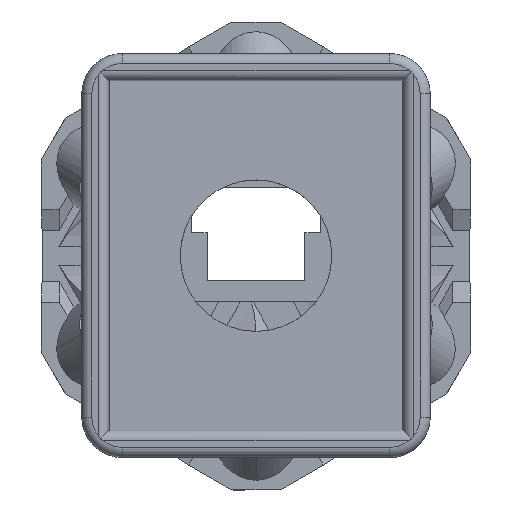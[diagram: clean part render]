
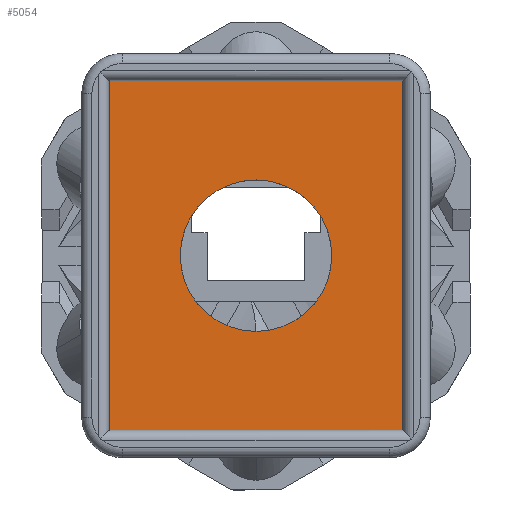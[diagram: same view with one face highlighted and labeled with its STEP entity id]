
A CAD part, top view. The second image highlights one B-rep face of the part: STEP entity #5054.
In plain terms, the highlighted planar face has unit normal (0, 0, 1).
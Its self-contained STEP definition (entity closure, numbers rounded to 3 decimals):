
#14 = ORIENTED_EDGE ( 'NONE', *, *, #11160, .T. ) ;
#166 = PLANE ( 'NONE',  #1569 ) ;
#1313 = DIRECTION ( 'NONE',  ( 0., 0., 1. ) ) ;
#1394 = CARTESIAN_POINT ( 'NONE',  ( -14.55, 17.3, 3.5 ) ) ;
#1474 = VECTOR ( 'NONE', #12472, 1000. ) ;
#1484 = LINE ( 'NONE', #5495, #12757 ) ;
#1569 = AXIS2_PLACEMENT_3D ( 'NONE', #16384, #17938, #7484 ) ;
#1594 = DIRECTION ( 'NONE',  ( 1., 0., 0. ) ) ;
#1719 = FACE_OUTER_BOUND ( 'NONE', #5794, .T. ) ;
#1836 = CARTESIAN_POINT ( 'NONE',  ( -14.55, -17.3, 3.5 ) ) ;
#1941 = VERTEX_POINT ( 'NONE', #8718 ) ;
#1996 = EDGE_CURVE ( 'NONE', #4556, #4896, #1484, .T. ) ;
#2721 = ORIENTED_EDGE ( 'NONE', *, *, #18150, .T. ) ;
#3308 = CARTESIAN_POINT ( 'NONE',  ( 7.5, 0., 3.5 ) ) ;
#3504 = ORIENTED_EDGE ( 'NONE', *, *, #11550, .F. ) ;
#4556 = VERTEX_POINT ( 'NONE', #7313 ) ;
#4896 = VERTEX_POINT ( 'NONE', #11401 ) ;
#5054 = ADVANCED_FACE ( 'NONE', ( #11790, #1719 ), #166, .F. ) ;
#5495 = CARTESIAN_POINT ( 'NONE',  ( -14.55, -17.3, 3.5 ) ) ;
#5712 = ORIENTED_EDGE ( 'NONE', *, *, #1996, .T. ) ;
#5794 = EDGE_LOOP ( 'NONE', ( #2721, #14, #13960, #5712 ) ) ;
#5797 = VERTEX_POINT ( 'NONE', #3308 ) ;
#5876 = VERTEX_POINT ( 'NONE', #12221 ) ;
#6135 = AXIS2_PLACEMENT_3D ( 'NONE', #7258, #1313, #1594 ) ;
#6437 = EDGE_LOOP ( 'NONE', ( #17064, #3504 ) ) ;
#7238 = CARTESIAN_POINT ( 'NONE',  ( 0., 0., 3.5 ) ) ;
#7258 = CARTESIAN_POINT ( 'NONE',  ( 0., 0., 3.5 ) ) ;
#7313 = CARTESIAN_POINT ( 'NONE',  ( -14.55, -17.3, 3.5 ) ) ;
#7373 = CIRCLE ( 'NONE', #6135, 7.5 ) ;
#7484 = DIRECTION ( 'NONE',  ( -1., 0., 0. ) ) ;
#7499 = AXIS2_PLACEMENT_3D ( 'NONE', #7238, #10272, #14963 ) ;
#7589 = LINE ( 'NONE', #1836, #11447 ) ;
#7786 = DIRECTION ( 'NONE',  ( 0., -1., 0. ) ) ;
#7822 = CIRCLE ( 'NONE', #7499, 7.5 ) ;
#8607 = LINE ( 'NONE', #9985, #1474 ) ;
#8718 = CARTESIAN_POINT ( 'NONE',  ( 14.55, 17.3, 3.5 ) ) ;
#9985 = CARTESIAN_POINT ( 'NONE',  ( 14.55, -17.3, 3.5 ) ) ;
#9988 = VECTOR ( 'NONE', #11950, 1000. ) ;
#10010 = VERTEX_POINT ( 'NONE', #18098 ) ;
#10272 = DIRECTION ( 'NONE',  ( 0., 0., 1. ) ) ;
#11160 = EDGE_CURVE ( 'NONE', #1941, #5876, #13231, .T. ) ;
#11401 = CARTESIAN_POINT ( 'NONE',  ( 14.55, -17.3, 3.5 ) ) ;
#11447 = VECTOR ( 'NONE', #7786, 1000. ) ;
#11455 = DIRECTION ( 'NONE',  ( 1., 0., 0. ) ) ;
#11550 = EDGE_CURVE ( 'NONE', #10010, #5797, #7822, .T. ) ;
#11790 = FACE_BOUND ( 'NONE', #6437, .T. ) ;
#11950 = DIRECTION ( 'NONE',  ( -1., 0., 0. ) ) ;
#12221 = CARTESIAN_POINT ( 'NONE',  ( -14.55, 17.3, 3.5 ) ) ;
#12472 = DIRECTION ( 'NONE',  ( 0., 1., 0. ) ) ;
#12757 = VECTOR ( 'NONE', #11455, 1000. ) ;
#13231 = LINE ( 'NONE', #1394, #9988 ) ;
#13960 = ORIENTED_EDGE ( 'NONE', *, *, #17502, .T. ) ;
#14963 = DIRECTION ( 'NONE',  ( 1., 0., 0. ) ) ;
#16384 = CARTESIAN_POINT ( 'NONE',  ( 0., 0., 3.5 ) ) ;
#16476 = EDGE_CURVE ( 'NONE', #5797, #10010, #7373, .T. ) ;
#17064 = ORIENTED_EDGE ( 'NONE', *, *, #16476, .F. ) ;
#17502 = EDGE_CURVE ( 'NONE', #5876, #4556, #7589, .T. ) ;
#17938 = DIRECTION ( 'NONE',  ( 0., 0., -1. ) ) ;
#18098 = CARTESIAN_POINT ( 'NONE',  ( -7.5, 0., 3.5 ) ) ;
#18150 = EDGE_CURVE ( 'NONE', #4896, #1941, #8607, .T. ) ;
